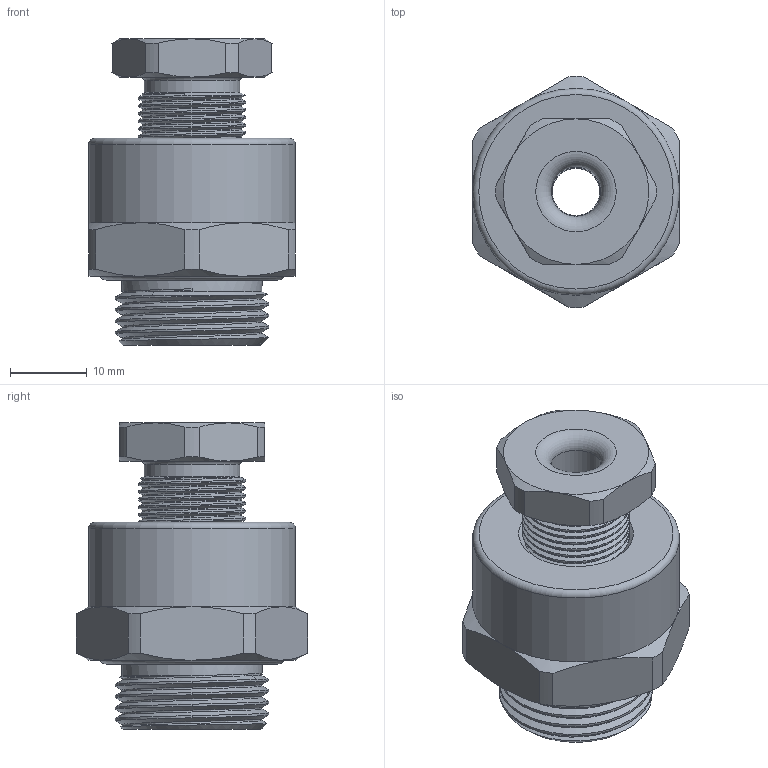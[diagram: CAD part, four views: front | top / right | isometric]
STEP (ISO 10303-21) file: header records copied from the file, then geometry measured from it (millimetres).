
FILE_DESCRIPTION(('HOOPS Exchange Step'),'2;1');
FILE_NAME('m20-a1-9mm-e204-622-conversion.step','2025-03-20T09:25:43+00:00',('root'),('Unknown organisation'),'HOOPS Exchange 2024.3','HOOPS Exchange','Unknown authorisation');
FILE_SCHEMA( ('AP242_MANAGED_MODEL_BASED_3D_ENGINEERING_MIM_LF {1 0 10303 442 1 1 4 }') );
Length unit declared in the file: millimetre
Products named in the file (2): Default; m20-a1-9mm-e204-622-step
Assembly tree (1 placements, depth 2):
  m20-a1-9mm-e204-622-step
    Default
Bounding box: 27 x 30.17 x 40 mm (x, y, z)
Volume: 14435.9 mm3; surface area: 8339.5 mm2
Topology: 5 solids, 5 shells, 406 faces, 1072 edges, 706 vertices
Faces by surface type: plane 151, extrusion 126, cylinder 79, cone 36, torus 7, bspline 7
Full cylindrical faces by diameter (mm): 6.2 x1, 6.5 x3, 12.5 x1, 12.8 x2, 13 x23, 14 x23, 18.3 x1, 20 x3, 20.623 x1, 27 x1
Entity records: 41183 total; most frequent: CARTESIAN_POINT 31685, ORIENTED_EDGE 2144, DIRECTION 1493, EDGE_CURVE 1072, VERTEX_POINT 706, VECTOR 645, LINE 519, EDGE_LOOP 446
